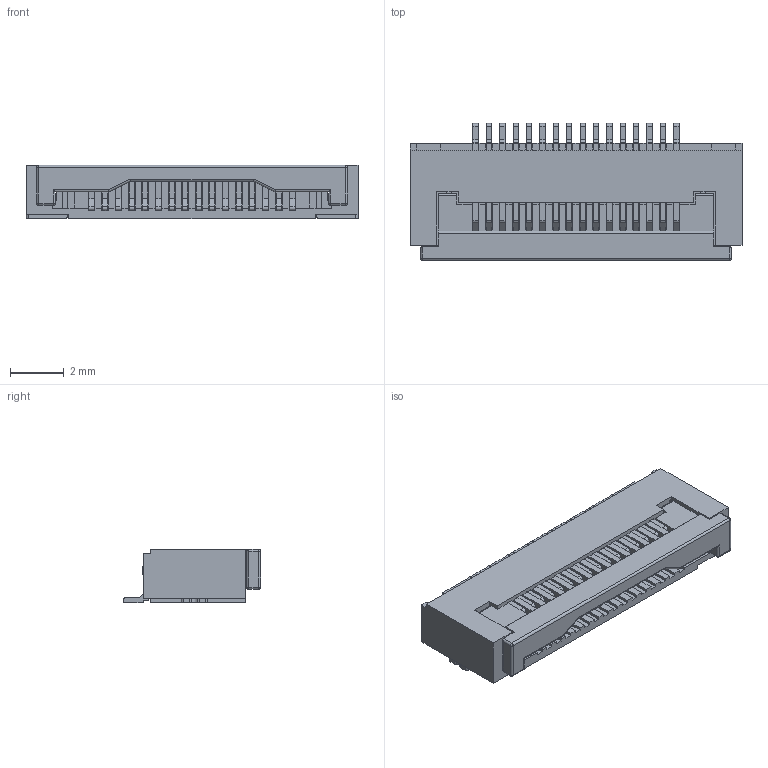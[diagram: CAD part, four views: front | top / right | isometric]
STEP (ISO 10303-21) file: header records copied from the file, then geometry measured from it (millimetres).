
FILE_DESCRIPTION(/* description */ (''),/* implementation_level */ '2;1');
FILE_NAME(/* name */ 'XUNPU_FPC-05F-16PH20.step',/* time_stamp */ '2024-07-13T16:00:39+02:00',/* author */ (''),/* organization */ (''),/* preprocessor_version */ 'ST-DEVELOPER v20',/* originating_system */ 'Autodesk Translation Framework v13.14.0.145',/* authorisation */ '');
FILE_SCHEMA (('AUTOMOTIVE_DESIGN { 1 0 10303 214 3 1 1 }'));
Length unit declared in the file: millimetre
Products named in the file (3): XUNPU_FPC-05F-16PH20; FPC-SMD_16P-P0.50_FPC-05F-16PH20; COMPOUND (1)
Assembly tree (2 placements, depth 3):
  XUNPU_FPC-05F-16PH20
    FPC-SMD_16P-P0.50_FPC-05F-16PH20
      COMPOUND (1)
Bounding box: 12.4 x 5.12 x 2 mm (x, y, z)
Volume: 66.5 mm3; surface area: 523.4 mm2
Topology: 20 solids, 20 shells, 794 faces, 2322 edges, 1520 vertices
Faces by surface type: plane 670, cylinder 116, sphere 8
Entity records: 26765 total; most frequent: CARTESIAN_POINT 4633, ORIENTED_EDGE 4628, DIRECTION 4134, EDGE_CURVE 2314, LINE 2092, VECTOR 2092, VERTEX_POINT 1520, AXIS2_PLACEMENT_3D 1021
